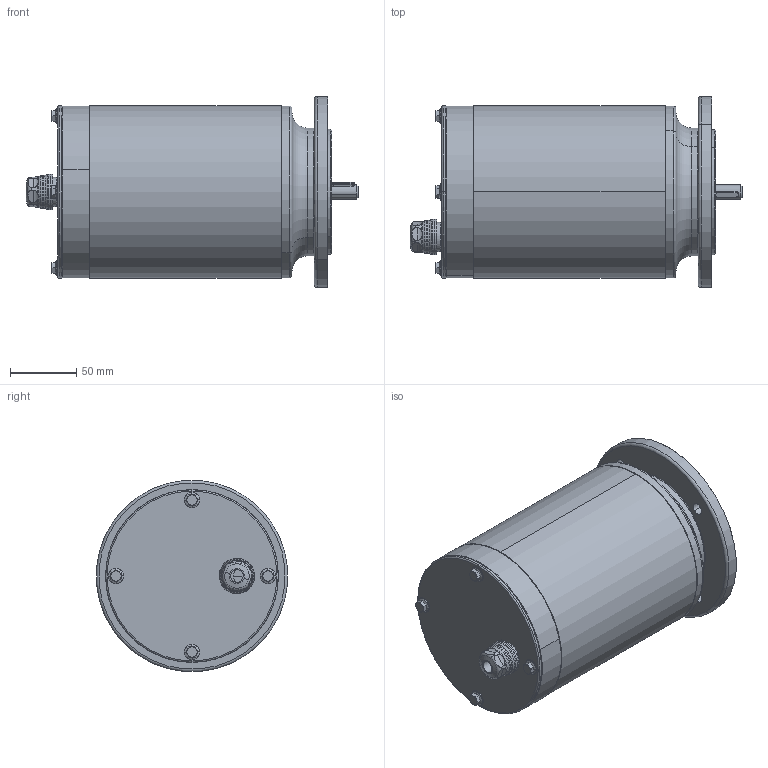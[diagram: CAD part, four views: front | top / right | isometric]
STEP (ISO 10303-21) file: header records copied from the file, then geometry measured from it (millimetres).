
FILE_DESCRIPTION(('STEP AP203'),'1');
FILE_NAME('63A4 B5.stp','2016-11-02T02:54:31',(' '),(' '),'Spatial InterOp 3D',' ',' ');
FILE_SCHEMA(('CONFIG_CONTROL_DESIGN'));
Length unit declared in the file: millimetre
Products named in the file (6): 63A4 B5; NAUO1
Assembly tree (5 placements, depth 2):
  63A4 B5
    NAUO1
    NAUO1
    NAUO1
    NAUO1
    NAUO1
Bounding box: 251.12 x 144.45 x 144.45 mm (x, y, z)
Volume: 2326703.4 mm3; surface area: 196729.7 mm2
Topology: 5 solids, 11 shells, 665 faces, 1544 edges, 913 vertices
Faces by surface type: cylinder 187, torus 145, plane 110, bspline 109, cone 106, sphere 8
Entity records: 24567 total; most frequent: CARTESIAN_POINT 9711, DIRECTION 3146, ORIENTED_EDGE 3032, EDGE_CURVE 1516, AXIS2_PLACEMENT_3D 1399, VERTEX_POINT 913, CIRCLE 837, EDGE_LOOP 735
